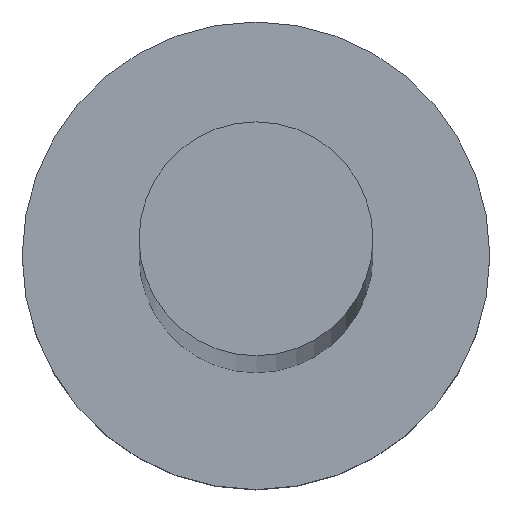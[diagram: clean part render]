
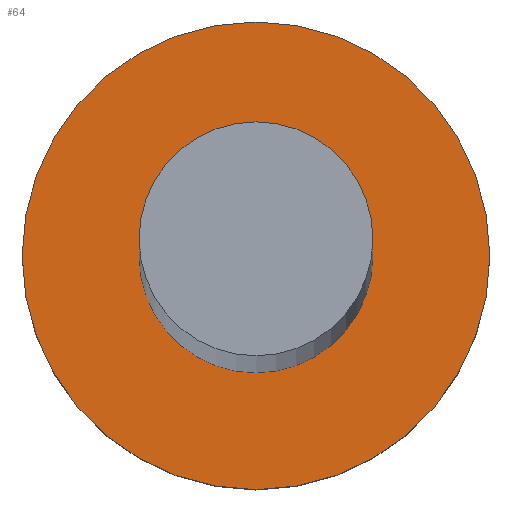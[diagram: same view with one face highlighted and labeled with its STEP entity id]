
A CAD part, top view. The second image highlights one B-rep face of the part: STEP entity #64.
In plain terms, the highlighted planar face has unit normal (0, 0, 1).
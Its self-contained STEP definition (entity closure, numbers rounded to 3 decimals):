
#2 = DIRECTION ( 'NONE',  ( 1., 0., 0. ) ) ;
#5 = CIRCLE ( 'NONE', #218, 6. ) ;
#10 = CARTESIAN_POINT ( 'NONE',  ( 0., 0., 5. ) ) ;
#15 = ORIENTED_EDGE ( 'NONE', *, *, #41, .F. ) ;
#17 = DIRECTION ( 'NONE',  ( 0., 0., 1. ) ) ;
#26 = CARTESIAN_POINT ( 'NONE',  ( 0., 0., 5. ) ) ;
#27 = AXIS2_PLACEMENT_3D ( 'NONE', #239, #186, #59 ) ;
#32 = AXIS2_PLACEMENT_3D ( 'NONE', #26, #248, #157 ) ;
#35 = DIRECTION ( 'NONE',  ( 1., 0., 0. ) ) ;
#41 = EDGE_CURVE ( 'NONE', #68, #107, #139, .T. ) ;
#52 = ORIENTED_EDGE ( 'NONE', *, *, #111, .F. ) ;
#54 = AXIS2_PLACEMENT_3D ( 'NONE', #10, #238, #216 ) ;
#59 = DIRECTION ( 'NONE',  ( 1., 0., 0. ) ) ;
#62 = CARTESIAN_POINT ( 'NONE',  ( -6., 0., 5. ) ) ;
#64 = ADVANCED_FACE ( 'NONE', ( #136, #214 ), #76, .T. ) ;
#68 = VERTEX_POINT ( 'NONE', #217 ) ;
#75 = DIRECTION ( 'NONE',  ( 0., 0., 1. ) ) ;
#76 = PLANE ( 'NONE',  #27 ) ;
#81 = EDGE_CURVE ( 'NONE', #251, #172, #5, .T. ) ;
#85 = CARTESIAN_POINT ( 'NONE',  ( 0., 0., 5. ) ) ;
#91 = CIRCLE ( 'NONE', #32, 6. ) ;
#92 = ORIENTED_EDGE ( 'NONE', *, *, #96, .T. ) ;
#96 = EDGE_CURVE ( 'NONE', #172, #251, #91, .T. ) ;
#98 = AXIS2_PLACEMENT_3D ( 'NONE', #85, #75, #2 ) ;
#107 = VERTEX_POINT ( 'NONE', #126 ) ;
#111 = EDGE_CURVE ( 'NONE', #107, #68, #165, .T. ) ;
#115 = CARTESIAN_POINT ( 'NONE',  ( 0., 0., 5. ) ) ;
#126 = CARTESIAN_POINT ( 'NONE',  ( 3., 0., 5. ) ) ;
#136 = FACE_BOUND ( 'NONE', #174, .T. ) ;
#139 = CIRCLE ( 'NONE', #98, 3. ) ;
#157 = DIRECTION ( 'NONE',  ( 1., 0., 0. ) ) ;
#165 = CIRCLE ( 'NONE', #54, 3. ) ;
#172 = VERTEX_POINT ( 'NONE', #177 ) ;
#173 = ORIENTED_EDGE ( 'NONE', *, *, #81, .T. ) ;
#174 = EDGE_LOOP ( 'NONE', ( #15, #52 ) ) ;
#177 = CARTESIAN_POINT ( 'NONE',  ( 6., 0., 5. ) ) ;
#186 = DIRECTION ( 'NONE',  ( 0., 0., 1. ) ) ;
#208 = EDGE_LOOP ( 'NONE', ( #173, #92 ) ) ;
#214 = FACE_OUTER_BOUND ( 'NONE', #208, .T. ) ;
#216 = DIRECTION ( 'NONE',  ( 1., 0., 0. ) ) ;
#217 = CARTESIAN_POINT ( 'NONE',  ( -3., 0., 5. ) ) ;
#218 = AXIS2_PLACEMENT_3D ( 'NONE', #115, #17, #35 ) ;
#238 = DIRECTION ( 'NONE',  ( 0., 0., 1. ) ) ;
#239 = CARTESIAN_POINT ( 'NONE',  ( 0., 0., 5. ) ) ;
#248 = DIRECTION ( 'NONE',  ( 0., 0., 1. ) ) ;
#251 = VERTEX_POINT ( 'NONE', #62 ) ;
